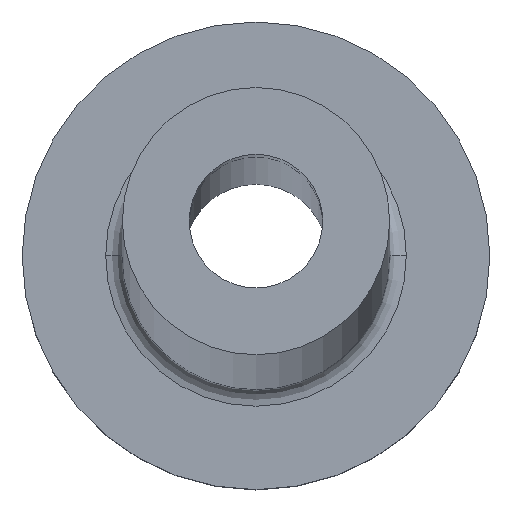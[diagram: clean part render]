
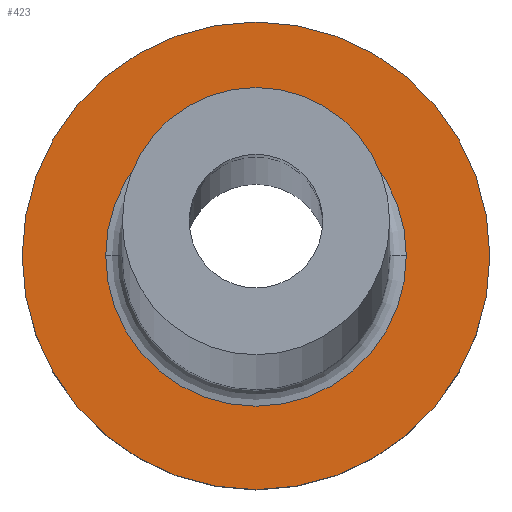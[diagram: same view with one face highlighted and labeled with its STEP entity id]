
A CAD part, top view. The second image highlights one B-rep face of the part: STEP entity #423.
In plain terms, the highlighted planar face has unit normal (0, 0, 1).
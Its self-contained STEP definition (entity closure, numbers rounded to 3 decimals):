
#9 = DIRECTION ( 'NONE',  ( 0., 0., 1. ) ) ;
#10 = DIRECTION ( 'NONE',  ( 0., 0., 1. ) ) ;
#39 = ORIENTED_EDGE ( 'NONE', *, *, #269, .T. ) ;
#41 = CARTESIAN_POINT ( 'NONE',  ( 4.5, 0., 5. ) ) ;
#44 = DIRECTION ( 'NONE',  ( 1., 0., 0. ) ) ;
#45 = ORIENTED_EDGE ( 'NONE', *, *, #282, .T. ) ;
#69 = VERTEX_POINT ( 'NONE', #283 ) ;
#80 = EDGE_CURVE ( 'NONE', #147, #124, #301, .T. ) ;
#86 = CARTESIAN_POINT ( 'NONE',  ( 0., 0., 5. ) ) ;
#103 = CARTESIAN_POINT ( 'NONE',  ( 0., 0., 5. ) ) ;
#120 = DIRECTION ( 'NONE',  ( 1., 0., 0. ) ) ;
#124 = VERTEX_POINT ( 'NONE', #222 ) ;
#144 = AXIS2_PLACEMENT_3D ( 'NONE', #86, #216, #44 ) ;
#147 = VERTEX_POINT ( 'NONE', #41 ) ;
#208 = AXIS2_PLACEMENT_3D ( 'NONE', #377, #10, #120 ) ;
#216 = DIRECTION ( 'NONE',  ( 0., 0., 1. ) ) ;
#222 = CARTESIAN_POINT ( 'NONE',  ( -4.5, 0., 5. ) ) ;
#229 = CIRCLE ( 'NONE', #378, 7. ) ;
#232 = CARTESIAN_POINT ( 'NONE',  ( 7., 0., 5. ) ) ;
#245 = DIRECTION ( 'NONE',  ( 1., 0., 0. ) ) ;
#247 = ORIENTED_EDGE ( 'NONE', *, *, #360, .T. ) ;
#269 = EDGE_CURVE ( 'NONE', #124, #147, #362, .T. ) ;
#274 = ORIENTED_EDGE ( 'NONE', *, *, #80, .T. ) ;
#281 = EDGE_LOOP ( 'NONE', ( #274, #39 ) ) ;
#282 = EDGE_CURVE ( 'NONE', #419, #69, #229, .T. ) ;
#283 = CARTESIAN_POINT ( 'NONE',  ( -7., 0., 5. ) ) ;
#300 = CARTESIAN_POINT ( 'NONE',  ( 0., 0., 5. ) ) ;
#301 = CIRCLE ( 'NONE', #453, 4.5 ) ;
#311 = PLANE ( 'NONE',  #208 ) ;
#323 = DIRECTION ( 'NONE',  ( 0., 0., -1. ) ) ;
#342 = FACE_BOUND ( 'NONE', #281, .T. ) ;
#349 = CIRCLE ( 'NONE', #144, 7. ) ;
#357 = DIRECTION ( 'NONE',  ( 1., 0., 0. ) ) ;
#360 = EDGE_CURVE ( 'NONE', #69, #419, #349, .T. ) ;
#362 = CIRCLE ( 'NONE', #392, 4.5 ) ;
#377 = CARTESIAN_POINT ( 'NONE',  ( 0., 0., 5. ) ) ;
#378 = AXIS2_PLACEMENT_3D ( 'NONE', #300, #9, #399 ) ;
#384 = EDGE_LOOP ( 'NONE', ( #247, #45 ) ) ;
#392 = AXIS2_PLACEMENT_3D ( 'NONE', #461, #440, #245 ) ;
#399 = DIRECTION ( 'NONE',  ( 1., 0., 0. ) ) ;
#419 = VERTEX_POINT ( 'NONE', #232 ) ;
#423 = ADVANCED_FACE ( 'NONE', ( #342, #444 ), #311, .T. ) ;
#440 = DIRECTION ( 'NONE',  ( 0., 0., -1. ) ) ;
#444 = FACE_OUTER_BOUND ( 'NONE', #384, .T. ) ;
#453 = AXIS2_PLACEMENT_3D ( 'NONE', #103, #323, #357 ) ;
#461 = CARTESIAN_POINT ( 'NONE',  ( 0., 0., 5. ) ) ;
